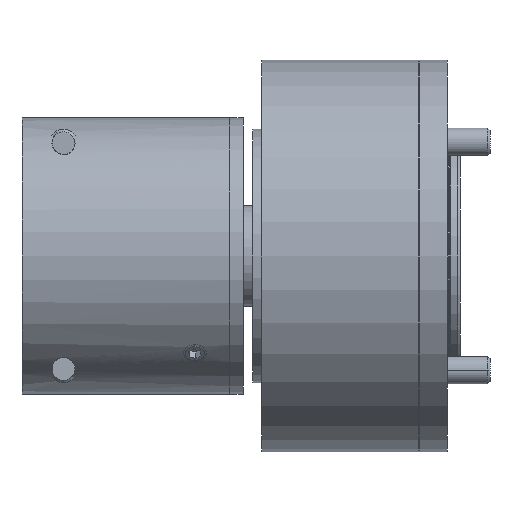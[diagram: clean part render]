
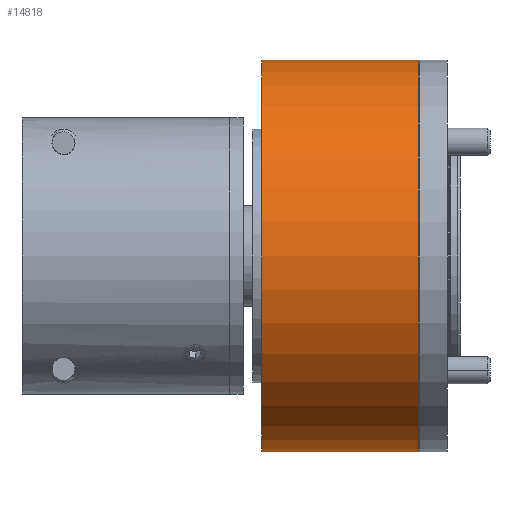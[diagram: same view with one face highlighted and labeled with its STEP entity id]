
A CAD part, front view. The second image highlights one B-rep face of the part: STEP entity #14818.
In plain terms, the highlighted cylindrical face has radius 42.5 mm (diameter 85 mm), a partial arc.
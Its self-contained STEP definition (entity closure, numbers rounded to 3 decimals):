
#794 = LINE ( 'NONE', #17675, #4604 ) ;
#917 = ORIENTED_EDGE ( 'NONE', *, *, #4658, .T. ) ;
#1122 = VERTEX_POINT ( 'NONE', #14908 ) ;
#1792 = ORIENTED_EDGE ( 'NONE', *, *, #9204, .T. ) ;
#2841 = CARTESIAN_POINT ( 'NONE',  ( 36.8, 0., -42.5 ) ) ;
#2911 = CARTESIAN_POINT ( 'NONE',  ( 36.8, 0., 42.5 ) ) ;
#3087 = VERTEX_POINT ( 'NONE', #2841 ) ;
#3747 = CARTESIAN_POINT ( 'NONE',  ( 36.8, 0., 0. ) ) ;
#4604 = VECTOR ( 'NONE', #17755, 1000. ) ;
#4658 = EDGE_CURVE ( 'NONE', #3087, #6199, #18845, .T. ) ;
#4689 = AXIS2_PLACEMENT_3D ( 'NONE', #8169, #14107, #17271 ) ;
#5012 = EDGE_CURVE ( 'NONE', #1122, #11324, #6678, .T. ) ;
#5493 = FACE_OUTER_BOUND ( 'NONE', #14045, .T. ) ;
#5732 = CYLINDRICAL_SURFACE ( 'NONE', #4689, 42.5 ) ;
#5824 = DIRECTION ( 'NONE',  ( -1., 0., 0. ) ) ;
#6199 = VERTEX_POINT ( 'NONE', #2911 ) ;
#6301 = VECTOR ( 'NONE', #12282, 1000. ) ;
#6678 = CIRCLE ( 'NONE', #14592, 42.5 ) ;
#6759 = LINE ( 'NONE', #7797, #6301 ) ;
#7613 = AXIS2_PLACEMENT_3D ( 'NONE', #3747, #17172, #17310 ) ;
#7797 = CARTESIAN_POINT ( 'NONE',  ( -39.259, 0., 42.5 ) ) ;
#8169 = CARTESIAN_POINT ( 'NONE',  ( -39.259, 0., 0. ) ) ;
#9204 = EDGE_CURVE ( 'NONE', #6199, #11324, #6759, .T. ) ;
#11324 = VERTEX_POINT ( 'NONE', #17680 ) ;
#12282 = DIRECTION ( 'NONE',  ( -1., 0., 0. ) ) ;
#14045 = EDGE_LOOP ( 'NONE', ( #16799, #917, #1792, #18931 ) ) ;
#14107 = DIRECTION ( 'NONE',  ( -1., 0., 0. ) ) ;
#14592 = AXIS2_PLACEMENT_3D ( 'NONE', #14734, #5824, #16233 ) ;
#14734 = CARTESIAN_POINT ( 'NONE',  ( 2.8, 0., 0. ) ) ;
#14818 = ADVANCED_FACE ( 'NONE', ( #5493 ), #5732, .T. ) ;
#14908 = CARTESIAN_POINT ( 'NONE',  ( 2.8, 0., -42.5 ) ) ;
#16233 = DIRECTION ( 'NONE',  ( 0., 0., 1. ) ) ;
#16799 = ORIENTED_EDGE ( 'NONE', *, *, #18243, .F. ) ;
#17172 = DIRECTION ( 'NONE',  ( -1., 0., 0. ) ) ;
#17271 = DIRECTION ( 'NONE',  ( 0., 0., 1. ) ) ;
#17310 = DIRECTION ( 'NONE',  ( 0., 0., 1. ) ) ;
#17675 = CARTESIAN_POINT ( 'NONE',  ( -39.259, 0., -42.5 ) ) ;
#17680 = CARTESIAN_POINT ( 'NONE',  ( 2.8, 0., 42.5 ) ) ;
#17755 = DIRECTION ( 'NONE',  ( -1., 0., 0. ) ) ;
#18243 = EDGE_CURVE ( 'NONE', #3087, #1122, #794, .T. ) ;
#18845 = CIRCLE ( 'NONE', #7613, 42.5 ) ;
#18931 = ORIENTED_EDGE ( 'NONE', *, *, #5012, .F. ) ;
